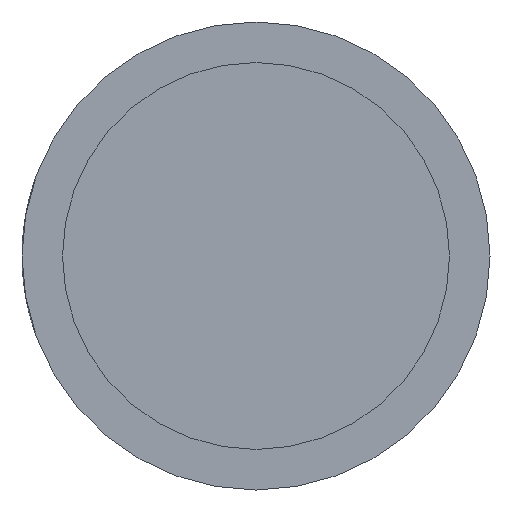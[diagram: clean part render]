
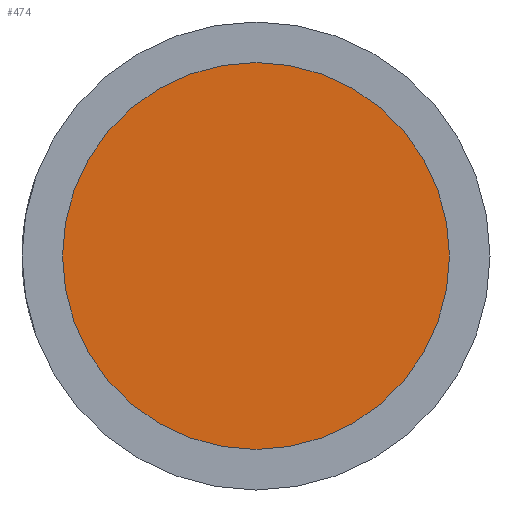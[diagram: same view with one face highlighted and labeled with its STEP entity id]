
A CAD part, front view. The second image highlights one B-rep face of the part: STEP entity #474.
In plain terms, the highlighted planar face has unit normal (0, -1, 0).
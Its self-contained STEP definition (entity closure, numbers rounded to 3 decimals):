
#55=CARTESIAN_POINT('',(0.,0.,0.));
#56=DIRECTION('',(0.,1.,0.));
#57=DIRECTION('',(1.,0.,0.));
#58=AXIS2_PLACEMENT_3D('',#55,#56,#57);
#63=CARTESIAN_POINT('',(0.,0.,0.));
#64=DIRECTION('',(0.,-1.,0.));
#65=DIRECTION('',(1.,0.,0.));
#66=AXIS2_PLACEMENT_3D('',#63,#64,#65);
#443=CARTESIAN_POINT('',(5.25,0.,0.));
#445=VERTEX_POINT('',#443);
#451=CARTESIAN_POINT('',(-5.25,0.,0.));
#453=VERTEX_POINT('',#451);
#463=CARTESIAN_POINT('',(0.,0.,0.));
#464=DIRECTION('',(0.,-1.,0.));
#465=DIRECTION('',(-1.,0.,0.));
#466=AXIS2_PLACEMENT_3D('',#463,#464,#465);
#467=PLANE('',#466);
#469=ORIENTED_EDGE('',*,*,#468,.T.);
#471=ORIENTED_EDGE('',*,*,#470,.F.);
#472=EDGE_LOOP('',(#469,#471));
#473=FACE_OUTER_BOUND('',#472,.F.);
#474=ADVANCED_FACE('',(#473),#467,.T.);
#59=CIRCLE('',#58,5.25);
#67=CIRCLE('',#66,5.25);
#468=EDGE_CURVE('',#445,#453,#59,.T.);
#470=EDGE_CURVE('',#445,#453,#67,.T.);
